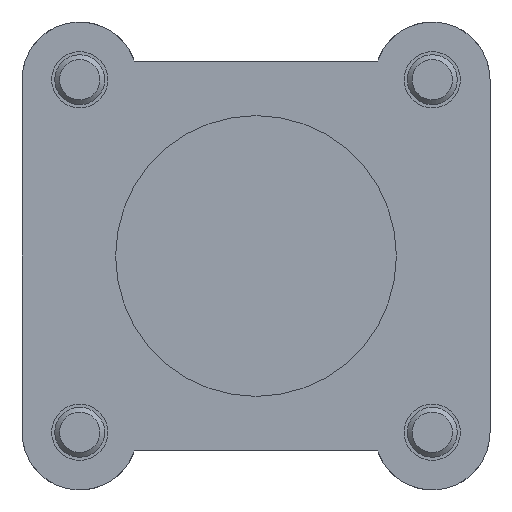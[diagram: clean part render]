
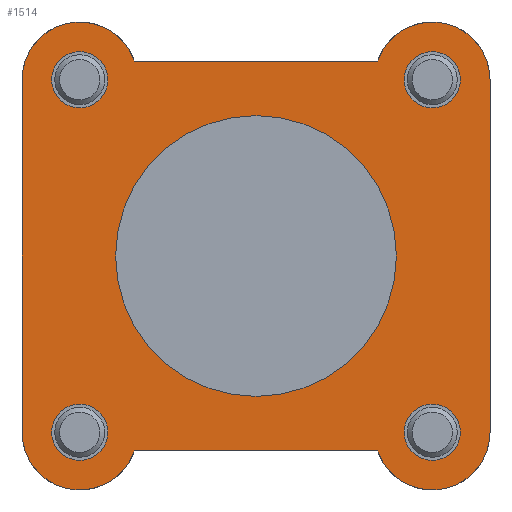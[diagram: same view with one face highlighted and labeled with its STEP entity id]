
A CAD part, front view. The second image highlights one B-rep face of the part: STEP entity #1514.
In plain terms, the highlighted planar face has unit normal (0, -1, 0).
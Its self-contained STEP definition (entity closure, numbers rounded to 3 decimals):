
#117=LINE('',#2302,#219);
#148=LINE('',#2403,#250);
#160=LINE('',#2448,#262);
#167=LINE('',#2468,#269);
#219=VECTOR('',#1814,1000.);
#250=VECTOR('',#1885,1000.);
#262=VECTOR('',#1929,1000.);
#269=VECTOR('',#1946,1000.);
#466=ORIENTED_EDGE('',*,*,#854,.T.);
#467=ORIENTED_EDGE('',*,*,#855,.T.);
#468=ORIENTED_EDGE('',*,*,#856,.T.);
#469=ORIENTED_EDGE('',*,*,#857,.T.);
#470=ORIENTED_EDGE('',*,*,#858,.T.);
#471=ORIENTED_EDGE('',*,*,#850,.F.);
#472=ORIENTED_EDGE('',*,*,#821,.F.);
#473=ORIENTED_EDGE('',*,*,#853,.F.);
#474=ORIENTED_EDGE('',*,*,#787,.F.);
#475=ORIENTED_EDGE('',*,*,#783,.F.);
#476=ORIENTED_EDGE('',*,*,#740,.F.);
#477=ORIENTED_EDGE('',*,*,#763,.F.);
#478=ORIENTED_EDGE('',*,*,#810,.F.);
#740=EDGE_CURVE('',#949,#950,#117,.T.);
#763=EDGE_CURVE('',#971,#949,#1095,.T.);
#783=EDGE_CURVE('',#950,#989,#1102,.T.);
#787=EDGE_CURVE('',#989,#992,#148,.T.);
#810=EDGE_CURVE('',#1008,#971,#160,.T.);
#821=EDGE_CURVE('',#1016,#1012,#167,.T.);
#850=EDGE_CURVE('',#1012,#1008,#1128,.T.);
#853=EDGE_CURVE('',#992,#1016,#1130,.T.);
#854=EDGE_CURVE('',#1036,#1036,#1131,.T.);
#855=EDGE_CURVE('',#1037,#1037,#1132,.T.);
#856=EDGE_CURVE('',#1038,#1038,#1133,.T.);
#857=EDGE_CURVE('',#1039,#1039,#1134,.T.);
#858=EDGE_CURVE('',#1040,#1040,#1135,.T.);
#949=VERTEX_POINT('',#2301);
#950=VERTEX_POINT('',#2303);
#971=VERTEX_POINT('',#2348);
#989=VERTEX_POINT('',#2396);
#992=VERTEX_POINT('',#2404);
#1008=VERTEX_POINT('',#2447);
#1012=VERTEX_POINT('',#2457);
#1016=VERTEX_POINT('',#2467);
#1036=VERTEX_POINT('',#2580);
#1037=VERTEX_POINT('',#2582);
#1038=VERTEX_POINT('',#2584);
#1039=VERTEX_POINT('',#2586);
#1040=VERTEX_POINT('',#2588);
#1095=CIRCLE('',#1624,9.25);
#1102=CIRCLE('',#1634,9.25);
#1128=CIRCLE('',#1677,9.25);
#1130=CIRCLE('',#1680,9.25);
#1131=CIRCLE('',#1682,4.5);
#1132=CIRCLE('',#1683,4.5);
#1133=CIRCLE('',#1684,4.5);
#1134=CIRCLE('',#1685,4.5);
#1135=CIRCLE('',#1686,22.5);
#1203=EDGE_LOOP('',(#466));
#1204=EDGE_LOOP('',(#467));
#1205=EDGE_LOOP('',(#468));
#1206=EDGE_LOOP('',(#469));
#1207=EDGE_LOOP('',(#470));
#1208=EDGE_LOOP('',(#471,#472,#473,#474,#475,#476,#477,#478));
#1337=FACE_BOUND('',#1203,.T.);
#1338=FACE_BOUND('',#1204,.T.);
#1339=FACE_BOUND('',#1205,.T.);
#1340=FACE_BOUND('',#1206,.T.);
#1341=FACE_BOUND('',#1207,.T.);
#1342=FACE_BOUND('',#1208,.T.);
#1455=PLANE('',#1681);
#1514=ADVANCED_FACE('',(#1337,#1338,#1339,#1340,#1341,#1342),#1455,.F.);
#1624=AXIS2_PLACEMENT_3D('',#2349,#1846,#1847);
#1634=AXIS2_PLACEMENT_3D('',#2395,#1877,#1878);
#1677=AXIS2_PLACEMENT_3D('',#2569,#1996,#1997);
#1680=AXIS2_PLACEMENT_3D('',#2577,#2002,#2003);
#1681=AXIS2_PLACEMENT_3D('',#2578,#2004,#2005);
#1682=AXIS2_PLACEMENT_3D('',#2579,#2006,#2007);
#1683=AXIS2_PLACEMENT_3D('',#2581,#2008,#2009);
#1684=AXIS2_PLACEMENT_3D('',#2583,#2010,#2011);
#1685=AXIS2_PLACEMENT_3D('',#2585,#2012,#2013);
#1686=AXIS2_PLACEMENT_3D('',#2587,#2014,#2015);
#1814=DIRECTION('',(1.,0.,0.));
#1846=DIRECTION('',(0.,1.,0.));
#1847=DIRECTION('',(1.,0.,0.));
#1877=DIRECTION('',(0.,1.,0.));
#1878=DIRECTION('',(1.,0.,0.));
#1885=DIRECTION('',(0.,0.,-1.));
#1929=DIRECTION('',(0.,0.,1.));
#1946=DIRECTION('',(-1.,0.,0.));
#1996=DIRECTION('',(0.,1.,0.));
#1997=DIRECTION('',(1.,0.,0.));
#2002=DIRECTION('',(0.,1.,0.));
#2003=DIRECTION('',(1.,0.,0.));
#2004=DIRECTION('',(0.,1.,0.));
#2005=DIRECTION('',(0.,0.,1.));
#2006=DIRECTION('',(0.,1.,0.));
#2007=DIRECTION('',(1.,0.,0.));
#2008=DIRECTION('',(0.,1.,0.));
#2009=DIRECTION('',(1.,0.,0.));
#2010=DIRECTION('',(0.,1.,0.));
#2011=DIRECTION('',(1.,0.,0.));
#2012=DIRECTION('',(0.,1.,0.));
#2013=DIRECTION('',(1.,0.,0.));
#2014=DIRECTION('',(0.,1.,0.));
#2015=DIRECTION('',(1.,0.,0.));
#2301=CARTESIAN_POINT('',(-19.5,0.,31.25));
#2302=CARTESIAN_POINT('',(-19.5,0.,31.25));
#2303=CARTESIAN_POINT('',(19.5,0.,31.25));
#2348=CARTESIAN_POINT('',(-37.5,0.,28.25));
#2349=CARTESIAN_POINT('',(-28.25,0.,28.25));
#2395=CARTESIAN_POINT('',(28.25,0.,28.25));
#2396=CARTESIAN_POINT('',(37.5,0.,28.25));
#2403=CARTESIAN_POINT('',(37.5,0.,28.25));
#2404=CARTESIAN_POINT('',(37.5,0.,-28.25));
#2447=CARTESIAN_POINT('',(-37.5,0.,-28.25));
#2448=CARTESIAN_POINT('',(-37.5,0.,-28.25));
#2457=CARTESIAN_POINT('',(-19.5,0.,-31.25));
#2467=CARTESIAN_POINT('',(19.5,0.,-31.25));
#2468=CARTESIAN_POINT('',(19.5,0.,-31.25));
#2569=CARTESIAN_POINT('',(-28.25,0.,-28.25));
#2577=CARTESIAN_POINT('',(28.25,0.,-28.25));
#2578=CARTESIAN_POINT('',(-28.25,0.,-28.25));
#2579=CARTESIAN_POINT('',(-28.25,0.,28.25));
#2580=CARTESIAN_POINT('',(-23.75,0.,28.25));
#2581=CARTESIAN_POINT('',(28.25,0.,28.25));
#2582=CARTESIAN_POINT('',(32.75,0.,28.25));
#2583=CARTESIAN_POINT('',(-28.25,0.,-28.25));
#2584=CARTESIAN_POINT('',(-23.75,0.,-28.25));
#2585=CARTESIAN_POINT('',(28.25,0.,-28.25));
#2586=CARTESIAN_POINT('',(32.75,0.,-28.25));
#2587=CARTESIAN_POINT('',(0.,0.,0.));
#2588=CARTESIAN_POINT('',(22.5,0.,0.));
